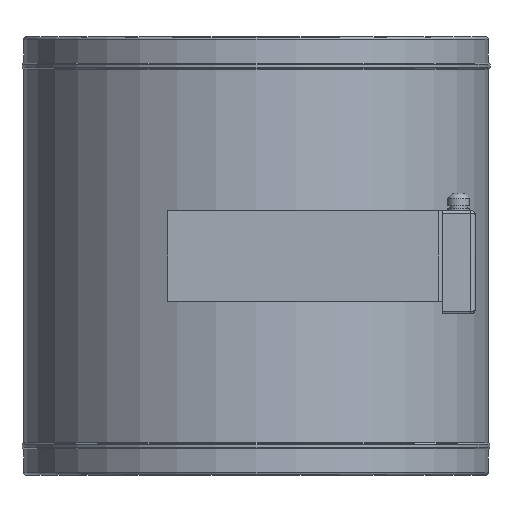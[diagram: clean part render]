
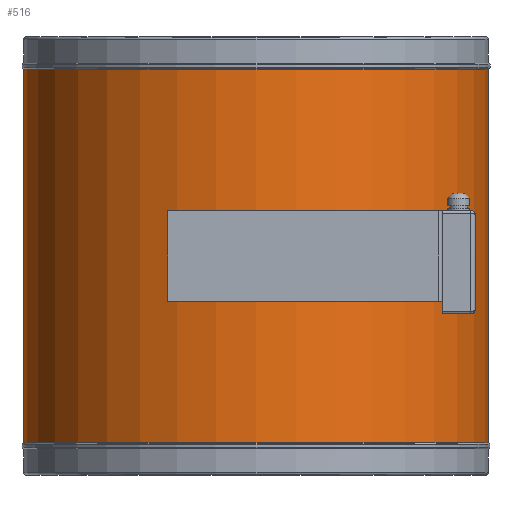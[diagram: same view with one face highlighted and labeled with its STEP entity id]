
A CAD part, front view. The second image highlights one B-rep face of the part: STEP entity #516.
In plain terms, the highlighted cylindrical face has radius 281 mm (diameter 562 mm), a partial arc.
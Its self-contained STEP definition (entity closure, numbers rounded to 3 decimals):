
#53 = VERTEX_POINT ( 'NONE', #2292 ) ;
#54 = VERTEX_POINT ( 'NONE', #2291 ) ;
#77 = EDGE_CURVE ( 'NONE', #83, #54, #2324, .T. ) ;
#80 = EDGE_CURVE ( 'NONE', #126, #53, #2320, .T. ) ;
#83 = VERTEX_POINT ( 'NONE', #2311 ) ;
#126 = VERTEX_POINT ( 'NONE', #2413 ) ;
#515 = EDGE_CURVE ( 'NONE', #126, #83, #3154, .T. ) ;
#516 = ADVANCED_FACE ( 'NONE', ( #3145 ), #3144, .T. ) ;
#517 = EDGE_LOOP ( 'NONE', ( #518, #519, #520, #521 ) ) ;
#518 = ORIENTED_EDGE ( 'NONE', *, *, #80, .F. ) ;
#519 = ORIENTED_EDGE ( 'NONE', *, *, #515, .T. ) ;
#520 = ORIENTED_EDGE ( 'NONE', *, *, #77, .T. ) ;
#521 = ORIENTED_EDGE ( 'NONE', *, *, #574, .F. ) ;
#574 = EDGE_CURVE ( 'NONE', #53, #54, #3248, .T. ) ;
#2291 = CARTESIAN_POINT ( 'NONE',  ( 281., 0., -38. ) ) ;
#2292 = CARTESIAN_POINT ( 'NONE',  ( -281., 0., -38. ) ) ;
#2311 = CARTESIAN_POINT ( 'NONE',  ( 281., 0., -490. ) ) ;
#2317 = DIRECTION ( 'NONE',  ( 0., 0., 1. ) ) ;
#2318 = VECTOR ( 'NONE', #2317, 1000. ) ;
#2319 = CARTESIAN_POINT ( 'NONE',  ( -281., 0., 0. ) ) ;
#2320 = LINE ( 'NONE', #2319, #2318 ) ;
#2321 = DIRECTION ( 'NONE',  ( 0., 0., 1. ) ) ;
#2322 = VECTOR ( 'NONE', #2321, 1000. ) ;
#2323 = CARTESIAN_POINT ( 'NONE',  ( 281., 0., 0. ) ) ;
#2324 = LINE ( 'NONE', #2323, #2322 ) ;
#2413 = CARTESIAN_POINT ( 'NONE',  ( -281., 0., -490. ) ) ;
#3140 = DIRECTION ( 'NONE',  ( 1., 0., 0. ) ) ;
#3141 = DIRECTION ( 'NONE',  ( 0., 0., 1. ) ) ;
#3142 = CARTESIAN_POINT ( 'NONE',  ( 0., 0., 0. ) ) ;
#3143 = AXIS2_PLACEMENT_3D ( 'NONE', #3142, #3141, #3140 ) ;
#3144 = CYLINDRICAL_SURFACE ( 'NONE', #3143, 281. ) ;
#3145 = FACE_OUTER_BOUND ( 'NONE', #517, .T. ) ;
#3146 = DIRECTION ( 'NONE',  ( 1., 0., 0. ) ) ;
#3147 = DIRECTION ( 'NONE',  ( 0., 0., 1. ) ) ;
#3148 = CARTESIAN_POINT ( 'NONE',  ( 0., 0., -490. ) ) ;
#3149 = AXIS2_PLACEMENT_3D ( 'NONE', #3148, #3147, #3146 ) ;
#3154 = CIRCLE ( 'NONE', #3149, 281. ) ;
#3240 = DIRECTION ( 'NONE',  ( 1., 0., 0. ) ) ;
#3241 = DIRECTION ( 'NONE',  ( 0., 0., 1. ) ) ;
#3242 = CARTESIAN_POINT ( 'NONE',  ( 0., 0., -38. ) ) ;
#3243 = AXIS2_PLACEMENT_3D ( 'NONE', #3242, #3241, #3240 ) ;
#3248 = CIRCLE ( 'NONE', #3243, 281. ) ;
